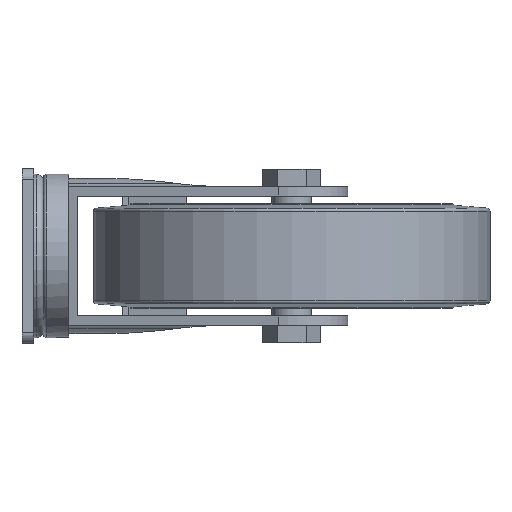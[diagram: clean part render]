
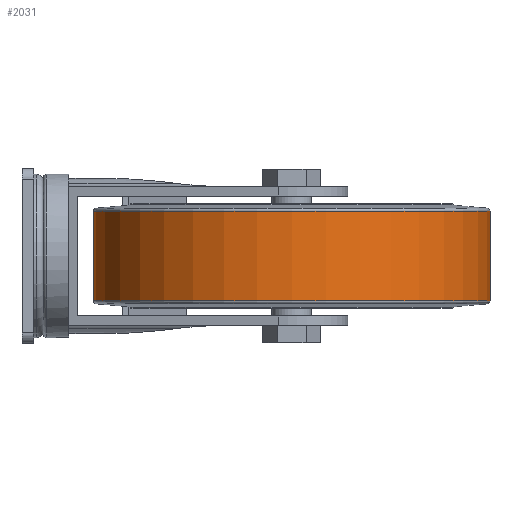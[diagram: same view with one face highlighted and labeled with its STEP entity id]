
A CAD part, left-side view. The second image highlights one B-rep face of the part: STEP entity #2031.
In plain terms, the highlighted cylindrical face has radius 125 mm (diameter 250 mm), a full revolution.
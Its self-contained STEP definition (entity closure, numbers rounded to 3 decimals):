
#990=ORIENTED_EDGE('',*,*,#1268,.T.);
#991=ORIENTED_EDGE('',*,*,#1267,.F.);
#1267=EDGE_CURVE('',#1460,#1460,#1549,.T.);
#1268=EDGE_CURVE('',#1461,#1461,#1550,.T.);
#1460=VERTEX_POINT('',#3469);
#1461=VERTEX_POINT('',#3472);
#1549=CIRCLE('',#2258,125.);
#1550=CIRCLE('',#2260,125.);
#1709=EDGE_LOOP('',(#990));
#1710=EDGE_LOOP('',(#991));
#1873=FACE_BOUND('',#1709,.T.);
#1874=FACE_BOUND('',#1710,.T.);
#1917=CYLINDRICAL_SURFACE('',#2259,125.);
#2031=ADVANCED_FACE('',(#1873,#1874),#1917,.T.);
#2258=AXIS2_PLACEMENT_3D('',#3468,#2856,#2857);
#2259=AXIS2_PLACEMENT_3D('',#3470,#2858,#2859);
#2260=AXIS2_PLACEMENT_3D('',#3471,#2860,#2861);
#2856=DIRECTION('',(0.,0.,-1.));
#2857=DIRECTION('',(-1.,0.,0.));
#2858=DIRECTION('',(0.,0.,-1.));
#2859=DIRECTION('',(-1.,0.,0.));
#2860=DIRECTION('',(0.,0.,-1.));
#2861=DIRECTION('',(-1.,0.,0.));
#3468=CARTESIAN_POINT('',(0.,0.,-28.351));
#3469=CARTESIAN_POINT('',(-125.,0.,-28.351));
#3470=CARTESIAN_POINT('',(0.,0.,-30.));
#3471=CARTESIAN_POINT('',(0.,0.,28.351));
#3472=CARTESIAN_POINT('',(-125.,0.,28.351));
